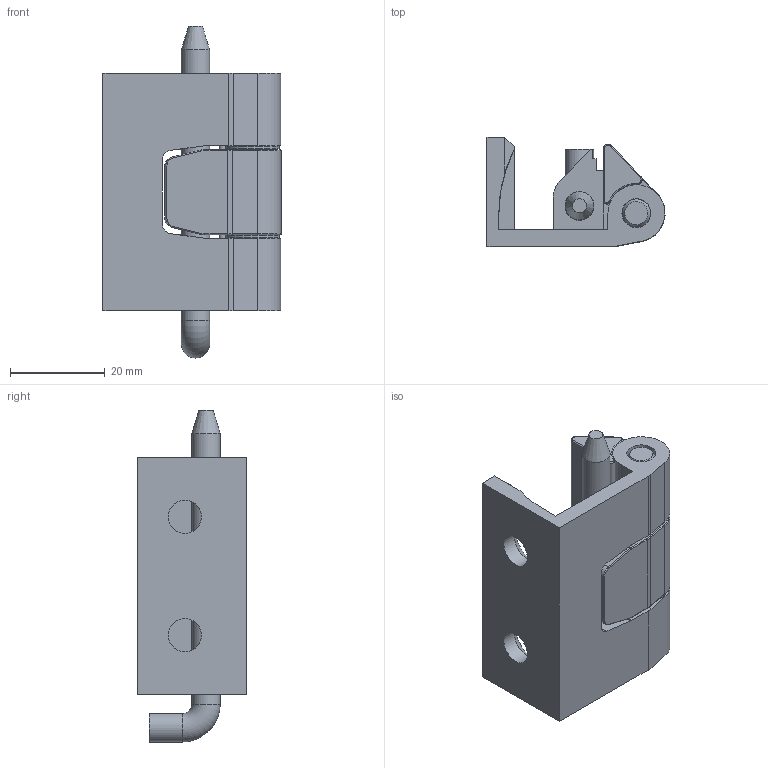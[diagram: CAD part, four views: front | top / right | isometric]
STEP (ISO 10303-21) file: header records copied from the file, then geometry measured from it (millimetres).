
FILE_DESCRIPTION(('STEP AP203'),'1');
FILE_NAME('398.1.2.2.step','2015-12-24T09:31:00',(' '),(' '),'Spatial InterOp 3D',' ',' ');
FILE_SCHEMA(('CONFIG_CONTROL_DESIGN'));
Length unit declared in the file: millimetre
Products named in the file (6): 1; 2; 3; 4; 5; 6
Bounding box: 37.54 x 23 x 70 mm (x, y, z)
Volume: 21529.5 mm3; surface area: 13413.7 mm2
Topology: 6 solids, 6 shells, 232 faces, 605 edges, 385 vertices
Faces by surface type: plane 141, cylinder 69, torus 15, cone 5, bspline 2
Full cylindrical faces by diameter (mm): 6 x4, 6.1 x3, 6.5 x2, 7 x2, 11.3 x2
Entity records: 7375 total; most frequent: CARTESIAN_POINT 1315, DIRECTION 1277, ORIENTED_EDGE 1162, EDGE_CURVE 581, AXIS2_PLACEMENT_3D 462, VERTEX_POINT 380, LINE 353, VECTOR 353
